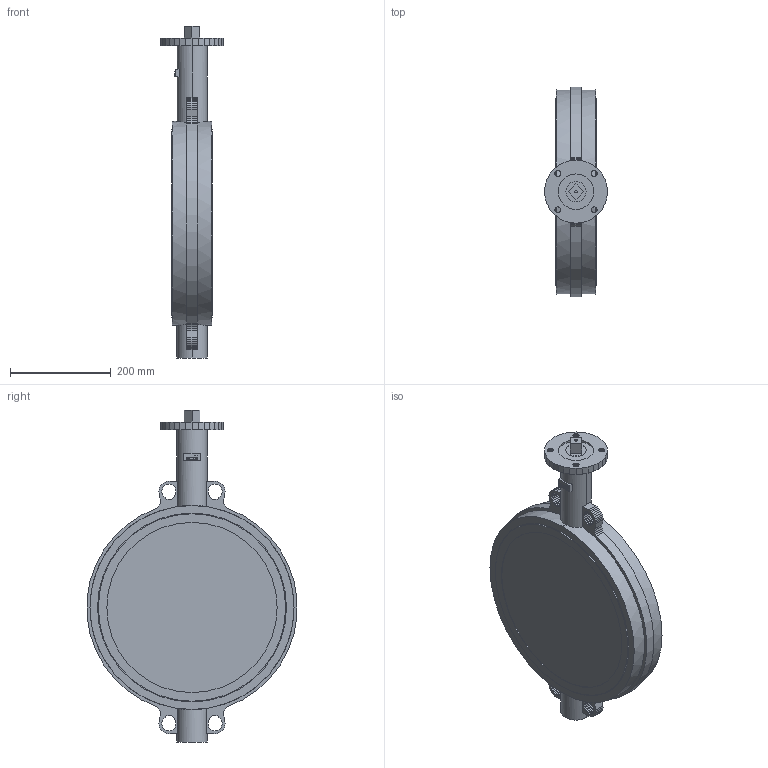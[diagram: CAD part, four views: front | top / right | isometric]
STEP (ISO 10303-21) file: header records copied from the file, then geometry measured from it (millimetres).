
FILE_DESCRIPTION(('no description'),'unknown implementation level');
FILE_NAME('Belimo_D6350N_3D.stp',' ',('pit-cup GmbH'),('CADClick - KiM GmbH - www.kimweb.de'),'unknown preprocess','ACIS','unknown authorization');
FILE_SCHEMA(('automotive_design'));
Length unit declared in the file: millimetre
Products named in the file (1): 1
Bounding box: 125 x 416.58 x 659.05 mm (x, y, z)
Volume: 5779227.2 mm3; surface area: 953894.4 mm2
Topology: 1 solids, 3 shells, 615 faces, 1733 edges, 1158 vertices
Faces by surface type: plane 515, cylinder 91, cone 9
Entity records: 40521 total; most frequent: CARTESIAN_POINT 5091, STYLED_ITEM 3507, PRESENTATION_STYLE_ASSIGNMENT 3507, COLOUR_RGB 3507, ORIENTED_EDGE 3466, DIRECTION 3092, EDGE_CURVE 1733, CURVE_STYLE 1733
